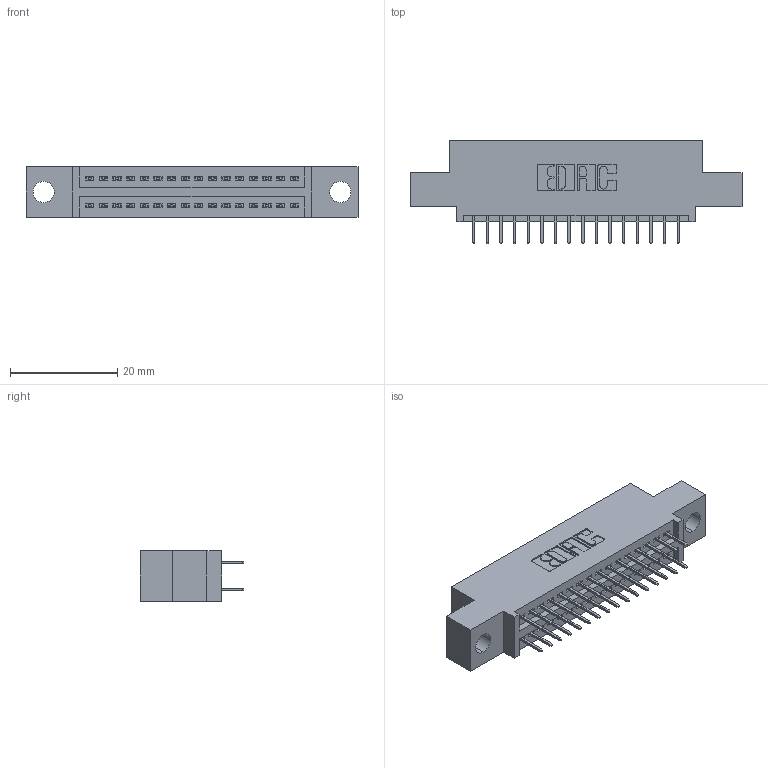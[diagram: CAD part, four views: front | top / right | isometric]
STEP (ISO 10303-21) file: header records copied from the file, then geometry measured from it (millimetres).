
FILE_DESCRIPTION (( 'STEP AP203' ), '1' );
FILE_NAME ('345-032-524-504.STEP', '2021-05-19T23:41:22', ( '' ), ( '' ), 'SwSTEP 2.0', 'SolidWorks 2020', '' );
FILE_SCHEMA (( 'CONFIG_CONTROL_DESIGN' ));
Length unit declared in the file: inch
Products named in the file (3): 345 Part_0.110 Offset - 0.156 Dia-TI; 345-032-524-504; 345-292-001_345-293-124
Assembly tree (33 placements, depth 2):
  345-032-524-504
    345 Part_0.110 Offset - 0.156 Dia-TI
    345-292-001_345-293-124  x32
Bounding box: 61.85 x 19.35 x 9.4 mm (x, y, z)
Volume: 5539 mm3; surface area: 7500.6 mm2
Topology: 33 solids, 33 shells, 1872 faces, 5285 edges, 3394 vertices
Faces by surface type: plane 1346, cylinder 526
Entity records: 16679 total; most frequent: CARTESIAN_POINT 2826, ORIENTED_EDGE 2758, DIRECTION 2523, EDGE_CURVE 1379, LINE 1187, VECTOR 1187, VERTEX_POINT 914, AXIS2_PLACEMENT_3D 668
